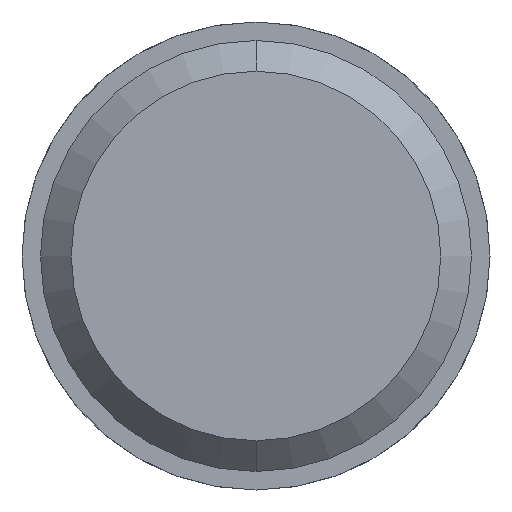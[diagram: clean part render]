
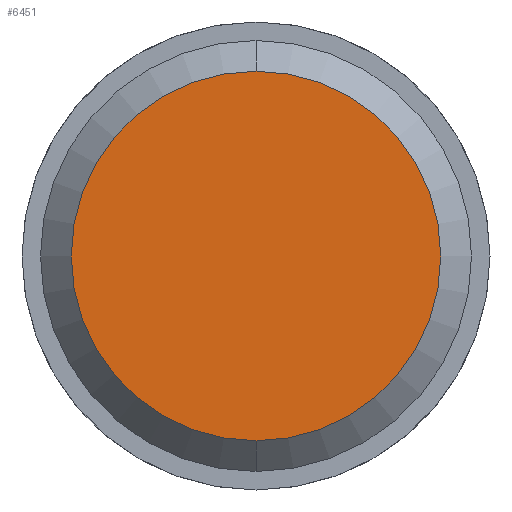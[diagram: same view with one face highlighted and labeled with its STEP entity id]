
A CAD part, front view. The second image highlights one B-rep face of the part: STEP entity #6451.
In plain terms, the highlighted planar face has unit normal (0, -1, 0).
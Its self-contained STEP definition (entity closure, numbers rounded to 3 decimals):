
#111 = AXIS2_PLACEMENT_3D ( 'NONE', #944, #7041, #7068 ) ;
#468 = DIRECTION ( 'NONE',  ( 0., 1., 0. ) ) ;
#520 = CARTESIAN_POINT ( 'NONE',  ( 0., -16.8, 0. ) ) ;
#944 = CARTESIAN_POINT ( 'NONE',  ( 0., -16.8, 0. ) ) ;
#1215 = DIRECTION ( 'NONE',  ( 0., 0., -1. ) ) ;
#1440 = CARTESIAN_POINT ( 'NONE',  ( 0., -16.8, -1.5 ) ) ;
#1464 = ORIENTED_EDGE ( 'NONE', *, *, #4585, .F. ) ;
#1759 = CARTESIAN_POINT ( 'NONE',  ( 0., -16.8, 1.5 ) ) ;
#1777 = PLANE ( 'NONE',  #3556 ) ;
#2102 = AXIS2_PLACEMENT_3D ( 'NONE', #5411, #4699, #7408 ) ;
#2996 = VERTEX_POINT ( 'NONE', #1759 ) ;
#3556 = AXIS2_PLACEMENT_3D ( 'NONE', #520, #468, #1215 ) ;
#4225 = FACE_OUTER_BOUND ( 'NONE', #6266, .T. ) ;
#4585 = EDGE_CURVE ( 'Defeature ausgef�hrt2_13+Defeature ausgef�hrt2_12+Defeature ausgef�hrt2_12+Defeature ausgef�hrt2_12', #2996, #8041, #5859, .T. ) ;
#4699 = DIRECTION ( 'NONE',  ( 0., 1., 0. ) ) ;
#4752 = CIRCLE ( 'NONE', #2102, 1.5 ) ;
#4956 = ORIENTED_EDGE ( 'NONE', *, *, #5924, .F. ) ;
#5411 = CARTESIAN_POINT ( 'NONE',  ( 0., -16.8, 0. ) ) ;
#5859 = CIRCLE ( 'NONE', #111, 1.5 ) ;
#5924 = EDGE_CURVE ( 'Defeature ausgef�hrt2_13+Defeature ausgef�hrt2_12+Defeature ausgef�hrt2_12+Defeature ausgef�hrt2_12', #8041, #2996, #4752, .T. ) ;
#6266 = EDGE_LOOP ( 'NONE', ( #4956, #1464 ) ) ;
#6451 = ADVANCED_FACE ( 'Defeature ausgef�hrt2_12', ( #4225 ), #1777, .F. ) ;
#7041 = DIRECTION ( 'NONE',  ( 0., 1., 0. ) ) ;
#7068 = DIRECTION ( 'NONE',  ( 0., 0., -1. ) ) ;
#7408 = DIRECTION ( 'NONE',  ( 0., 0., -1. ) ) ;
#8041 = VERTEX_POINT ( 'NONE', #1440 ) ;
